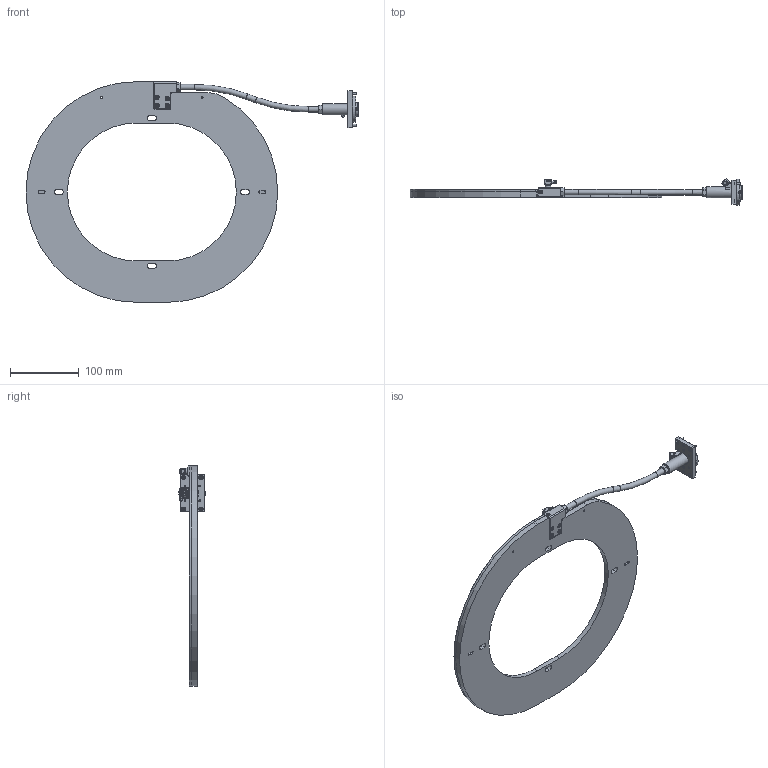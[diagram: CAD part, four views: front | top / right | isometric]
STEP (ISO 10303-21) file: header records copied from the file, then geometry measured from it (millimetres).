
FILE_DESCRIPTION (( 'STEP AP214' ), '1' );
FILE_NAME ('116366.step', '2023-07-17T10:43:13', ( '' ), ( '' ), 'SwSTEP 2.0', 'SolidWorks 2022', '' );
FILE_SCHEMA (( 'AUTOMOTIVE_DESIGN' ));
Length unit declared in the file: millimetre
Products named in the file (1): 116366
Bounding box: 481.39 x 38.9 x 320 mm (x, y, z)
Volume: 589028.9 mm3; surface area: 230944.7 mm2
Topology: 2 solids, 34 shells, 1500 faces, 3765 edges, 2449 vertices
Faces by surface type: plane 697, cylinder 385, bspline 228, cone 150, torus 40
Full cylindrical faces by diameter (mm): 1.6 x4, 2 x4, 2.05 x2, 2.2 x4, 2.5 x23, 3 x14, 3.162 x5, 3.178 x4, 3.2 x4, 3.3 x4, 3.4 x14, 3.8 x4, 4.5 x8, 4.7 x1, 5.5 x14, 6.3 x6, 6.4 x4, 6.502 x3, 6.731 x2, 7.5 x1, 7.925 x3, 8.1 x1, 8.5 x1, 10 x1, 10.1 x1, 10.5 x1, 10.75 x1, 13 x1, 16 x1, 20 x1
Entity records: 70634 total; most frequent: CARTESIAN_POINT 21958, ORIENTED_EDGE 6716, DIRECTION 6077, EDGE_CURVE 3358, VERTEX_POINT 2306, AXIS2_PLACEMENT_3D 2136, EDGE_LOOP 1948, VECTOR 1805
